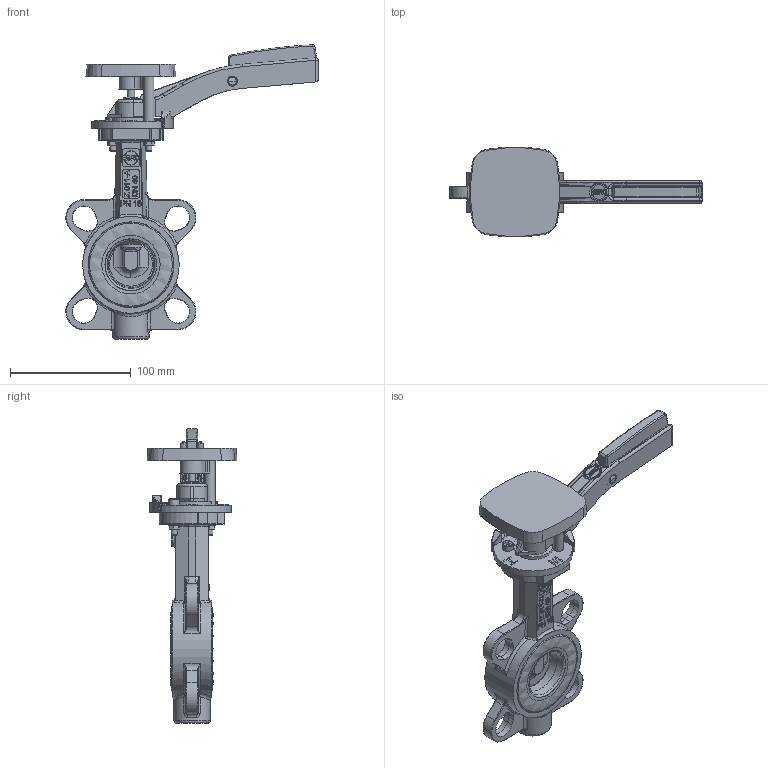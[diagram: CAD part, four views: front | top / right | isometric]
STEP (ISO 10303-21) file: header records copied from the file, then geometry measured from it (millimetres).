
FILE_DESCRIPTION((''),'2;1');
FILE_NAME('Z11Z-040-0008.stp','2009-01-28T11:13:46',('hellwig'),(''),'Autodesk Inventor 2008','Autodesk Inventor 2008','');
FILE_SCHEMA(('AUTOMOTIVE_DESIGN { 1 0 10303 214 1 1 1 1 }'));
Length unit declared in the file: millimetre
Products named in the file (1): Bauteil2
Bounding box: 208.87 x 74.5 x 243.81 mm (x, y, z)
Volume: 357100.1 mm3; surface area: 116138.1 mm2
Topology: 1 solids, 14 shells, 1654 faces, 4360 edges, 2753 vertices
Faces by surface type: plane 673, cylinder 428, bspline 402, cone 71, torus 67, sphere 13
Full cylindrical faces by diameter (mm): 2 x1, 2.5 x1, 3 x4, 4 x3, 4.5 x1, 5 x4, 5.3 x2, 5.5 x2, 6 x2, 6.45 x1, 8 x2, 8.2 x2, 8.5 x2, 9.5 x2, 9.8 x1, 11 x2, 11.2 x1, 12 x4, 12.2 x2, 12.35 x1, 13.8 x1, 14 x3, 14.35 x1, 15 x2, 15.2 x1, 16 x1, 16.2 x1, 16.95 x2, 25 x1, 26 x1
Entity records: 64742 total; most frequent: CARTESIAN_POINT 25026, ORIENTED_EDGE 8234, DIRECTION 7302, EDGE_CURVE 4117, VERTEX_POINT 2689, AXIS2_PLACEMENT_3D 2662, VECTOR 1978, LINE 1978
